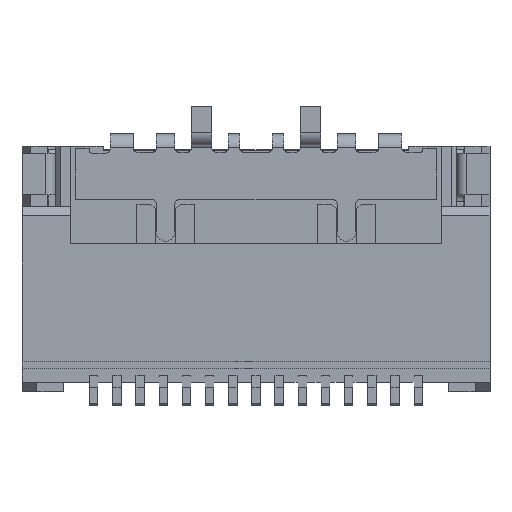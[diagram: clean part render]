
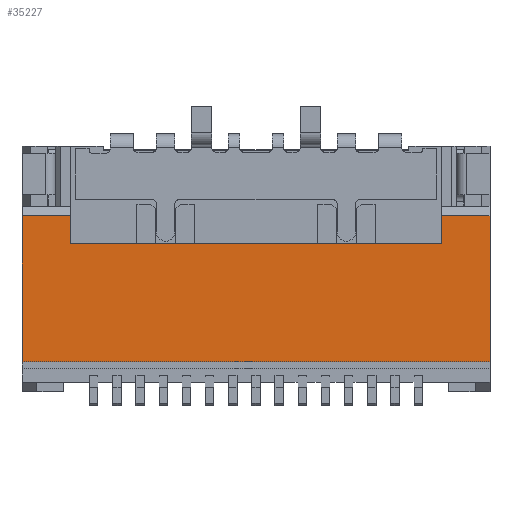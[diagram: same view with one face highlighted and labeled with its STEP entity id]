
A CAD part, front view. The second image highlights one B-rep face of the part: STEP entity #35227.
In plain terms, the highlighted planar face has unit normal (0, -1, 0).
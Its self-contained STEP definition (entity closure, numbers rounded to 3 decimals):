
#4323=DIRECTION('',(0.,0.,-1.));
#4324=VECTOR('',#4323,3.15);
#4325=CARTESIAN_POINT('',(-5.05,-1.125,-1.5));
#4326=LINE('',#4325,#4324);
#4451=DIRECTION('',(0.,0.,-1.));
#4452=VECTOR('',#4451,3.15);
#4453=CARTESIAN_POINT('',(5.05,-1.125,-1.5));
#4454=LINE('',#4453,#4452);
#12967=DIRECTION('',(1.,0.,0.));
#12968=VECTOR('',#12967,10.1);
#12969=CARTESIAN_POINT('',(-5.05,-1.125,-4.65));
#12970=LINE('',#12969,#12968);
#12971=DIRECTION('',(0.,0.,-1.));
#12972=VECTOR('',#12971,0.61);
#12973=CARTESIAN_POINT('',(-4.,-1.125,-1.5));
#12974=LINE('',#12973,#12972);
#12975=DIRECTION('',(1.,0.,0.));
#12976=VECTOR('',#12975,8.);
#12977=CARTESIAN_POINT('',(-4.,-1.125,-2.11));
#12978=LINE('',#12977,#12976);
#12979=DIRECTION('',(0.,0.,-1.));
#12980=VECTOR('',#12979,0.61);
#12981=CARTESIAN_POINT('',(4.,-1.125,-1.5));
#12982=LINE('',#12981,#12980);
#12983=DIRECTION('',(1.,0.,0.));
#12984=VECTOR('',#12983,1.05);
#12985=CARTESIAN_POINT('',(4.,-1.125,-1.5));
#12986=LINE('',#12985,#12984);
#12987=DIRECTION('',(1.,0.,0.));
#12988=VECTOR('',#12987,1.05);
#12989=CARTESIAN_POINT('',(-5.05,-1.125,-1.5));
#12990=LINE('',#12989,#12988);
#14143=CARTESIAN_POINT('',(-5.05,-1.125,-1.5));
#14144=CARTESIAN_POINT('',(-5.05,-1.125,-4.65));
#14145=VERTEX_POINT('',#14143);
#14146=VERTEX_POINT('',#14144);
#14165=CARTESIAN_POINT('',(5.05,-1.125,-1.5));
#14166=CARTESIAN_POINT('',(5.05,-1.125,-4.65));
#14167=VERTEX_POINT('',#14165);
#14168=VERTEX_POINT('',#14166);
#14196=CARTESIAN_POINT('',(-4.,-1.125,-1.5));
#14198=VERTEX_POINT('',#14196);
#14200=CARTESIAN_POINT('',(4.,-1.125,-1.5));
#14202=VERTEX_POINT('',#14200);
#14203=CARTESIAN_POINT('',(-4.,-1.125,-2.11));
#14204=VERTEX_POINT('',#14203);
#14205=CARTESIAN_POINT('',(4.,-1.125,-2.11));
#14206=VERTEX_POINT('',#14205);
#35207=CARTESIAN_POINT('',(-5.05,-1.125,-1.5));
#35208=DIRECTION('',(0.,-1.,0.));
#35209=DIRECTION('',(0.,0.,-1.));
#35210=AXIS2_PLACEMENT_3D('',#35207,#35208,#35209);
#35211=PLANE('',#35210);
#35213=ORIENTED_EDGE('',*,*,#35212,.T.);
#35215=ORIENTED_EDGE('',*,*,#35214,.T.);
#35217=ORIENTED_EDGE('',*,*,#35216,.F.);
#35219=ORIENTED_EDGE('',*,*,#35218,.T.);
#35220=ORIENTED_EDGE('',*,*,#22815,.T.);
#35221=ORIENTED_EDGE('',*,*,#35200,.F.);
#35222=ORIENTED_EDGE('',*,*,#22697,.F.);
#35224=ORIENTED_EDGE('',*,*,#35223,.T.);
#35225=EDGE_LOOP('',(#35213,#35215,#35217,#35219,#35220,#35221,#35222,#35224));
#35226=FACE_OUTER_BOUND('',#35225,.F.);
#35227=ADVANCED_FACE('',(#35226),#35211,.T.);
#22697=EDGE_CURVE('',#14145,#14146,#4326,.T.);
#22815=EDGE_CURVE('',#14167,#14168,#4454,.T.);
#35200=EDGE_CURVE('',#14146,#14168,#12970,.T.);
#35212=EDGE_CURVE('',#14198,#14204,#12974,.T.);
#35214=EDGE_CURVE('',#14204,#14206,#12978,.T.);
#35216=EDGE_CURVE('',#14202,#14206,#12982,.T.);
#35218=EDGE_CURVE('',#14202,#14167,#12986,.T.);
#35223=EDGE_CURVE('',#14145,#14198,#12990,.T.);
